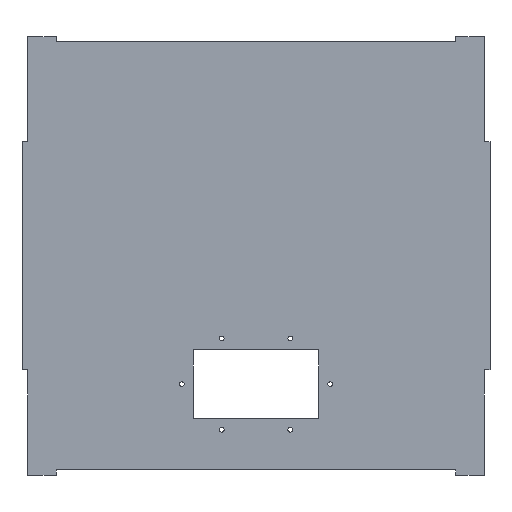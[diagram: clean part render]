
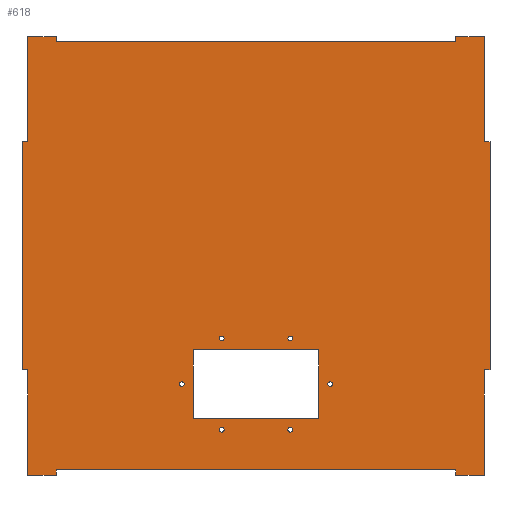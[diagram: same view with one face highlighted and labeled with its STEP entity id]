
A CAD part, front view. The second image highlights one B-rep face of the part: STEP entity #618.
In plain terms, the highlighted planar face has unit normal (0, -1, 0).
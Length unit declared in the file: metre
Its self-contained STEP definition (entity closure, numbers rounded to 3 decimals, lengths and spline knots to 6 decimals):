
#18=CIRCLE('',#664,0.00205);
#19=CIRCLE('',#665,0.00205);
#20=CIRCLE('',#666,0.00205);
#21=CIRCLE('',#667,0.00205);
#22=CIRCLE('',#668,0.00205);
#23=CIRCLE('',#669,0.00205);
#38=ORIENTED_EDGE('',*,*,#206,.F.);
#39=ORIENTED_EDGE('',*,*,#201,.T.);
#40=ORIENTED_EDGE('',*,*,#207,.F.);
#41=ORIENTED_EDGE('',*,*,#208,.T.);
#42=ORIENTED_EDGE('',*,*,#209,.F.);
#43=ORIENTED_EDGE('',*,*,#210,.F.);
#44=ORIENTED_EDGE('',*,*,#204,.F.);
#45=ORIENTED_EDGE('',*,*,#211,.T.);
#46=ORIENTED_EDGE('',*,*,#212,.T.);
#47=ORIENTED_EDGE('',*,*,#213,.F.);
#48=ORIENTED_EDGE('',*,*,#214,.F.);
#49=ORIENTED_EDGE('',*,*,#215,.F.);
#50=ORIENTED_EDGE('',*,*,#216,.T.);
#51=ORIENTED_EDGE('',*,*,#217,.T.);
#52=ORIENTED_EDGE('',*,*,#218,.T.);
#53=ORIENTED_EDGE('',*,*,#219,.F.);
#54=ORIENTED_EDGE('',*,*,#220,.T.);
#55=ORIENTED_EDGE('',*,*,#221,.T.);
#56=ORIENTED_EDGE('',*,*,#222,.T.);
#57=ORIENTED_EDGE('',*,*,#223,.T.);
#58=ORIENTED_EDGE('',*,*,#224,.T.);
#59=ORIENTED_EDGE('',*,*,#225,.F.);
#60=ORIENTED_EDGE('',*,*,#226,.T.);
#61=ORIENTED_EDGE('',*,*,#227,.F.);
#62=ORIENTED_EDGE('',*,*,#228,.T.);
#63=ORIENTED_EDGE('',*,*,#229,.F.);
#64=ORIENTED_EDGE('',*,*,#230,.F.);
#65=ORIENTED_EDGE('',*,*,#231,.T.);
#66=ORIENTED_EDGE('',*,*,#232,.T.);
#67=ORIENTED_EDGE('',*,*,#233,.F.);
#201=EDGE_CURVE('',#283,#285,#345,.T.);
#204=EDGE_CURVE('',#288,#289,#348,.T.);
#206=EDGE_CURVE('',#283,#290,#350,.T.);
#207=EDGE_CURVE('',#291,#285,#351,.T.);
#208=EDGE_CURVE('',#291,#292,#352,.T.);
#209=EDGE_CURVE('',#293,#292,#353,.T.);
#210=EDGE_CURVE('',#289,#293,#354,.T.);
#211=EDGE_CURVE('',#288,#294,#355,.T.);
#212=EDGE_CURVE('',#294,#295,#356,.T.);
#213=EDGE_CURVE('',#296,#295,#357,.T.);
#214=EDGE_CURVE('',#297,#296,#358,.T.);
#215=EDGE_CURVE('',#298,#297,#359,.T.);
#216=EDGE_CURVE('',#298,#299,#360,.T.);
#217=EDGE_CURVE('',#299,#300,#361,.T.);
#218=EDGE_CURVE('',#300,#301,#362,.T.);
#219=EDGE_CURVE('',#302,#301,#363,.T.);
#220=EDGE_CURVE('',#302,#303,#364,.T.);
#221=EDGE_CURVE('',#303,#304,#365,.T.);
#222=EDGE_CURVE('',#304,#305,#366,.T.);
#223=EDGE_CURVE('',#305,#290,#367,.T.);
#224=EDGE_CURVE('',#306,#306,#18,.T.);
#225=EDGE_CURVE('',#307,#307,#19,.T.);
#226=EDGE_CURVE('',#308,#308,#20,.T.);
#227=EDGE_CURVE('',#309,#309,#21,.T.);
#228=EDGE_CURVE('',#310,#310,#22,.T.);
#229=EDGE_CURVE('',#311,#311,#23,.T.);
#230=EDGE_CURVE('',#312,#313,#368,.T.);
#231=EDGE_CURVE('',#312,#314,#369,.T.);
#232=EDGE_CURVE('',#314,#315,#370,.T.);
#233=EDGE_CURVE('',#313,#315,#371,.T.);
#283=VERTEX_POINT('',#871);
#285=VERTEX_POINT('',#875);
#288=VERTEX_POINT('',#882);
#289=VERTEX_POINT('',#884);
#290=VERTEX_POINT('',#888);
#291=VERTEX_POINT('',#890);
#292=VERTEX_POINT('',#892);
#293=VERTEX_POINT('',#894);
#294=VERTEX_POINT('',#897);
#295=VERTEX_POINT('',#899);
#296=VERTEX_POINT('',#901);
#297=VERTEX_POINT('',#903);
#298=VERTEX_POINT('',#905);
#299=VERTEX_POINT('',#907);
#300=VERTEX_POINT('',#909);
#301=VERTEX_POINT('',#911);
#302=VERTEX_POINT('',#913);
#303=VERTEX_POINT('',#915);
#304=VERTEX_POINT('',#917);
#305=VERTEX_POINT('',#919);
#306=VERTEX_POINT('',#922);
#307=VERTEX_POINT('',#924);
#308=VERTEX_POINT('',#926);
#309=VERTEX_POINT('',#928);
#310=VERTEX_POINT('',#930);
#311=VERTEX_POINT('',#932);
#312=VERTEX_POINT('',#934);
#313=VERTEX_POINT('',#935);
#314=VERTEX_POINT('',#937);
#315=VERTEX_POINT('',#939);
#345=LINE('',#876,#417);
#348=LINE('',#883,#420);
#350=LINE('',#887,#422);
#351=LINE('',#889,#423);
#352=LINE('',#891,#424);
#353=LINE('',#893,#425);
#354=LINE('',#895,#426);
#355=LINE('',#896,#427);
#356=LINE('',#898,#428);
#357=LINE('',#900,#429);
#358=LINE('',#902,#430);
#359=LINE('',#904,#431);
#360=LINE('',#906,#432);
#361=LINE('',#908,#433);
#362=LINE('',#910,#434);
#363=LINE('',#912,#435);
#364=LINE('',#914,#436);
#365=LINE('',#916,#437);
#366=LINE('',#918,#438);
#367=LINE('',#920,#439);
#368=LINE('',#933,#440);
#369=LINE('',#936,#441);
#370=LINE('',#938,#442);
#371=LINE('',#940,#443);
#417=VECTOR('',#712,1.);
#420=VECTOR('',#717,1.);
#422=VECTOR('',#721,1.);
#423=VECTOR('',#722,1.);
#424=VECTOR('',#723,1.);
#425=VECTOR('',#724,1.);
#426=VECTOR('',#725,1.);
#427=VECTOR('',#726,1.);
#428=VECTOR('',#727,1.);
#429=VECTOR('',#728,1.);
#430=VECTOR('',#729,1.);
#431=VECTOR('',#730,1.);
#432=VECTOR('',#731,1.);
#433=VECTOR('',#732,1.);
#434=VECTOR('',#733,1.);
#435=VECTOR('',#734,1.);
#436=VECTOR('',#735,1.);
#437=VECTOR('',#736,1.);
#438=VECTOR('',#737,1.);
#439=VECTOR('',#738,1.);
#440=VECTOR('',#751,1.);
#441=VECTOR('',#752,1.);
#442=VECTOR('',#753,1.);
#443=VECTOR('',#754,1.);
#488=EDGE_LOOP('',(#38,#39,#40,#41,#42,#43,#44,#45,#46,#47,#48,#49,#50,
#51,#52,#53,#54,#55,#56,#57));
#489=EDGE_LOOP('',(#58));
#490=EDGE_LOOP('',(#59));
#491=EDGE_LOOP('',(#60));
#492=EDGE_LOOP('',(#61));
#493=EDGE_LOOP('',(#62));
#494=EDGE_LOOP('',(#63));
#495=EDGE_LOOP('',(#64,#65,#66,#67));
#540=FACE_BOUND('',#488,.T.);
#541=FACE_BOUND('',#489,.T.);
#542=FACE_BOUND('',#490,.T.);
#543=FACE_BOUND('',#491,.T.);
#544=FACE_BOUND('',#492,.T.);
#545=FACE_BOUND('',#493,.T.);
#546=FACE_BOUND('',#494,.T.);
#547=FACE_BOUND('',#495,.T.);
#592=PLANE('',#663);
#618=ADVANCED_FACE('',(#540,#541,#542,#543,#544,#545,#546,#547),#592,.T.);
#663=AXIS2_PLACEMENT_3D('',#886,#719,#720);
#664=AXIS2_PLACEMENT_3D('',#921,#739,#740);
#665=AXIS2_PLACEMENT_3D('',#923,#741,#742);
#666=AXIS2_PLACEMENT_3D('',#925,#743,#744);
#667=AXIS2_PLACEMENT_3D('',#927,#745,#746);
#668=AXIS2_PLACEMENT_3D('',#929,#747,#748);
#669=AXIS2_PLACEMENT_3D('',#931,#749,#750);
#712=DIRECTION('',(1.,0.,0.));
#717=DIRECTION('',(0.,0.,-1.));
#719=DIRECTION('',(0.,-1.,0.));
#720=DIRECTION('',(1.,0.,0.));
#721=DIRECTION('',(0.,0.,1.));
#722=DIRECTION('',(0.,0.,-1.));
#723=DIRECTION('',(1.,0.,0.));
#724=DIRECTION('',(0.,0.,-1.));
#725=DIRECTION('',(1.,0.,0.));
#726=DIRECTION('',(-1.,0.,0.));
#727=DIRECTION('',(0.,0.,-1.));
#728=DIRECTION('',(1.,0.,0.));
#729=DIRECTION('',(0.,0.,-1.));
#730=DIRECTION('',(1.,0.,0.));
#731=DIRECTION('',(0.,0.,-1.));
#732=DIRECTION('',(-1.,0.,0.));
#733=DIRECTION('',(0.,0.,-1.));
#734=DIRECTION('',(-1.,0.,0.));
#735=DIRECTION('',(0.,0.,-1.));
#736=DIRECTION('',(1.,0.,0.));
#737=DIRECTION('',(0.,0.,1.));
#738=DIRECTION('',(1.,0.,0.));
#739=DIRECTION('',(0.,1.,0.));
#740=DIRECTION('',(0.,0.,-1.));
#741=DIRECTION('',(0.,-1.,0.));
#742=DIRECTION('',(0.,0.,1.));
#743=DIRECTION('',(0.,1.,0.));
#744=DIRECTION('',(0.,0.,-1.));
#745=DIRECTION('',(0.,-1.,0.));
#746=DIRECTION('',(0.,0.,-1.));
#747=DIRECTION('',(0.,1.,0.));
#748=DIRECTION('',(0.,0.,1.));
#749=DIRECTION('',(0.,-1.,0.));
#750=DIRECTION('',(0.,0.,-1.));
#751=DIRECTION('',(0.,0.,-1.));
#752=DIRECTION('',(1.,0.,0.));
#753=DIRECTION('',(0.,0.,-1.));
#754=DIRECTION('',(1.,0.,0.));
#871=CARTESIAN_POINT('',(0.175,-0.005,-0.1925));
#875=CARTESIAN_POINT('',(0.2,-0.005,-0.1925));
#876=CARTESIAN_POINT('',(0.,-0.005,-0.1925));
#882=CARTESIAN_POINT('',(0.2,-0.005,0.192));
#883=CARTESIAN_POINT('',(0.2,-0.005,0.));
#884=CARTESIAN_POINT('',(0.2,-0.005,0.1));
#886=CARTESIAN_POINT('',(0.,-0.005,0.));
#887=CARTESIAN_POINT('',(0.175,-0.005,-0.19));
#888=CARTESIAN_POINT('',(0.175,-0.005,-0.1875));
#889=CARTESIAN_POINT('',(0.2,-0.005,0.));
#890=CARTESIAN_POINT('',(0.2,-0.005,-0.1));
#891=CARTESIAN_POINT('',(0.2025,-0.005,-0.1));
#892=CARTESIAN_POINT('',(0.205,-0.005,-0.1));
#893=CARTESIAN_POINT('',(0.205,-0.005,0.));
#894=CARTESIAN_POINT('',(0.205,-0.005,0.1));
#895=CARTESIAN_POINT('',(0.2025,-0.005,0.1));
#896=CARTESIAN_POINT('',(0.1875,-0.005,0.192));
#897=CARTESIAN_POINT('',(0.175,-0.005,0.192));
#898=CARTESIAN_POINT('',(0.175,-0.005,0.19));
#899=CARTESIAN_POINT('',(0.175,-0.005,0.1875));
#900=CARTESIAN_POINT('',(0.,-0.005,0.1875));
#901=CARTESIAN_POINT('',(-0.175,-0.005,0.1875));
#902=CARTESIAN_POINT('',(-0.175,-0.005,0.19));
#903=CARTESIAN_POINT('',(-0.175,-0.005,0.192));
#904=CARTESIAN_POINT('',(-0.1875,-0.005,0.192));
#905=CARTESIAN_POINT('',(-0.2,-0.005,0.192));
#906=CARTESIAN_POINT('',(-0.2,-0.005,0.));
#907=CARTESIAN_POINT('',(-0.2,-0.005,0.1));
#908=CARTESIAN_POINT('',(-0.2025,-0.005,0.1));
#909=CARTESIAN_POINT('',(-0.205,-0.005,0.1));
#910=CARTESIAN_POINT('',(-0.205,-0.005,0.));
#911=CARTESIAN_POINT('',(-0.205,-0.005,-0.1));
#912=CARTESIAN_POINT('',(-0.2025,-0.005,-0.1));
#913=CARTESIAN_POINT('',(-0.2,-0.005,-0.1));
#914=CARTESIAN_POINT('',(-0.2,-0.005,0.));
#915=CARTESIAN_POINT('',(-0.2,-0.005,-0.1925));
#916=CARTESIAN_POINT('',(0.,-0.005,-0.1925));
#917=CARTESIAN_POINT('',(-0.175,-0.005,-0.1925));
#918=CARTESIAN_POINT('',(-0.175,-0.005,-0.19));
#919=CARTESIAN_POINT('',(-0.175,-0.005,-0.1875));
#920=CARTESIAN_POINT('',(0.,-0.005,-0.1875));
#921=CARTESIAN_POINT('',(0.03,-0.005,-0.0725));
#922=CARTESIAN_POINT('',(0.03,-0.005,-0.07455));
#923=CARTESIAN_POINT('',(0.03,-0.005,-0.1525));
#924=CARTESIAN_POINT('',(0.03,-0.005,-0.15045));
#925=CARTESIAN_POINT('',(0.065,-0.005,-0.1125));
#926=CARTESIAN_POINT('',(0.065,-0.005,-0.11455));
#927=CARTESIAN_POINT('',(-0.065,-0.005,-0.1125));
#928=CARTESIAN_POINT('',(-0.065,-0.005,-0.11455));
#929=CARTESIAN_POINT('',(-0.03,-0.005,-0.1525));
#930=CARTESIAN_POINT('',(-0.03,-0.005,-0.15045));
#931=CARTESIAN_POINT('',(-0.03,-0.005,-0.0725));
#932=CARTESIAN_POINT('',(-0.03,-0.005,-0.07455));
#933=CARTESIAN_POINT('',(-0.055,-0.005,-0.1125));
#934=CARTESIAN_POINT('',(-0.055,-0.005,-0.0825));
#935=CARTESIAN_POINT('',(-0.055,-0.005,-0.1425));
#936=CARTESIAN_POINT('',(0.,-0.005,-0.0825));
#937=CARTESIAN_POINT('',(0.055,-0.005,-0.0825));
#938=CARTESIAN_POINT('',(0.055,-0.005,-0.1125));
#939=CARTESIAN_POINT('',(0.055,-0.005,-0.1425));
#940=CARTESIAN_POINT('',(0.,-0.005,-0.1425));
